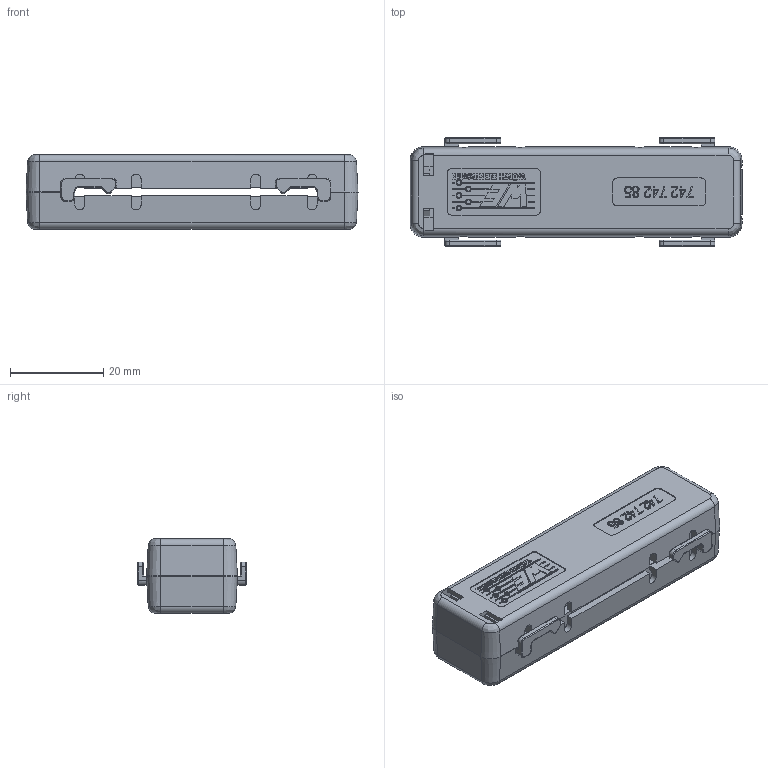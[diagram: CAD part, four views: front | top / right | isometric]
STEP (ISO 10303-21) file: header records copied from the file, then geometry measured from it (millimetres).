
FILE_DESCRIPTION( ( 'Unknown' ), '1' );
FILE_NAME( '74272485.stp', 'Unknown', ( 'Unknown' ), ( 'Unknown' ), 'PSStep 17.0.49', 'Unknown', ' ' );
FILE_SCHEMA( ( 'AUTOMOTIVE_DESIGN { 1 0 10303 214 1 1 1 1 }' ) );
Length unit declared in the file: millimetre
Products named in the file (4): Assem1; plastic housing_2; 7427252_core; plastic housing_1
Assembly tree (4 placements, depth 2):
  Assem1
    plastic housing_2
    7427252_core  x2
    plastic housing_1
Bounding box: 71.3 x 23.3 x 16 mm (x, y, z)
Volume: 16592.8 mm3; surface area: 16740.9 mm2
Topology: 4 solids, 4 shells, 958 faces, 2547 edges, 1644 vertices
Faces by surface type: plane 643, cylinder 152, extrusion 79, torus 60, bspline 10, cone 8, sphere 6
Full cylindrical faces by diameter (mm): 1.25 x2, 1.3 x2
Entity records: 37986 total; most frequent: CARTESIAN_POINT 7653, ORIENTED_EDGE 4988, DIRECTION 4163, EDGE_CURVE 2494, VECTOR 1635, VERTEX_POINT 1624, LINE 1556, AXIS2_PLACEMENT_3D 1264
